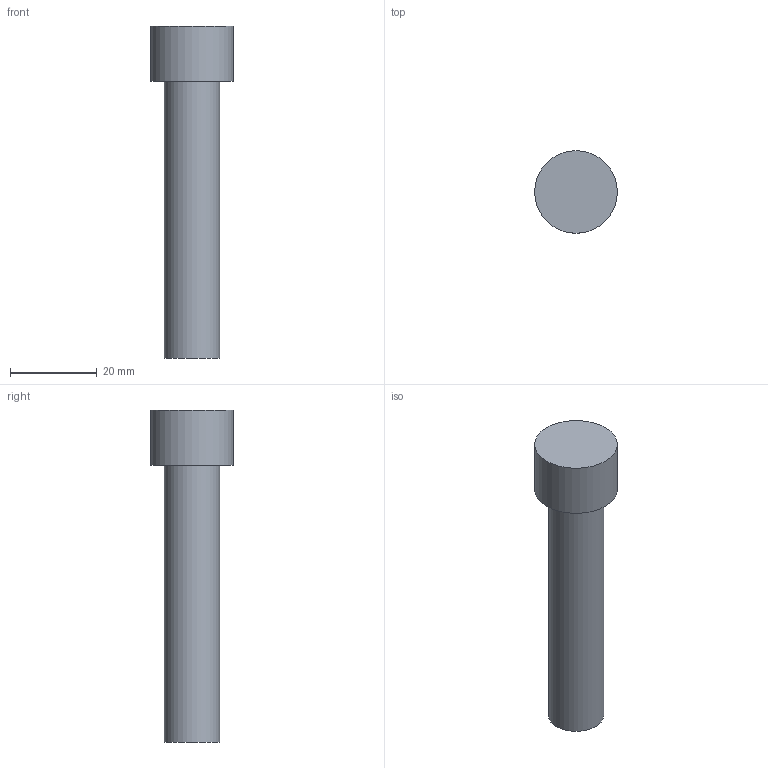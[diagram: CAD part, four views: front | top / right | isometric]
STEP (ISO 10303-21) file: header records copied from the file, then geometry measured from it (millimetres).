
FILE_DESCRIPTION(('FreeCAD Model'),'2;1');
FILE_NAME('Open CASCADE Shape Model','2023-06-20T11:06:34',('Author'),( ''),'Open CASCADE STEP processor 7.5','FreeCAD','Unknown');
FILE_SCHEMA(('AUTOMOTIVE_DESIGN { 1 0 10303 214 1 1 1 1 }'));
Length unit declared in the file: millimetre
Products named in the file (10): Model; LCS_Origin; Body; LCS_sample_mount
Assembly tree (9 placements, depth 3):
  Model
    LCS_Origin
    Model
      LCS_Origin
      Body
      LCS_sample_mount
    Model
      LCS_Origin
      Body
      LCS_sample_mount
Bounding box: 19 x 19 x 76.35 mm (x, y, z)
Volume: 11663.8 mm3; surface area: 4575.4 mm2
Topology: 2 solids, 2 shells, 10 faces, 13 edges, 8 vertices
Faces by surface type: plane 5, cylinder 3, cone 2
Full cylindrical faces by diameter (mm): 12.7 x2, 19 x1
Entity records: 573 total; most frequent: DIRECTION 86, CARTESIAN_POINT 73, AXIS2_PLACEMENT_3D 28, ORIENTED_EDGE 26, PCURVE 26, DEFINITIONAL_REPRESENTATION 26, LINE 25, VECTOR 25
